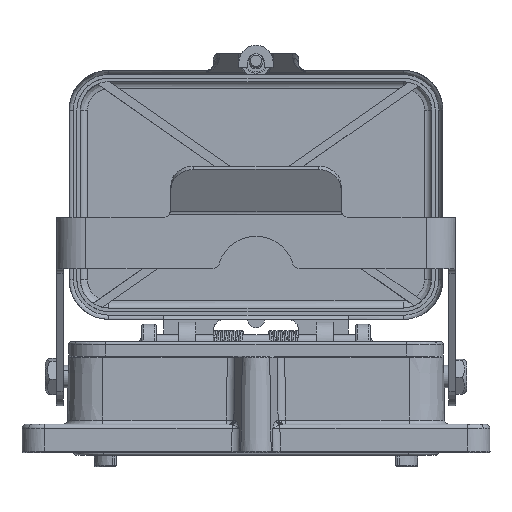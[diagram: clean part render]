
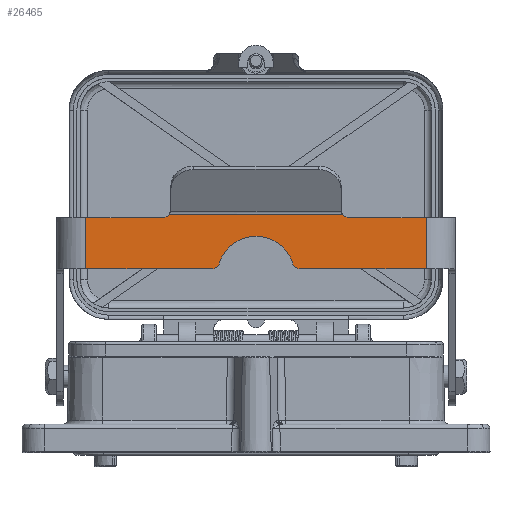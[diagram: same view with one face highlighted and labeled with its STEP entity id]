
A CAD part, front view. The second image highlights one B-rep face of the part: STEP entity #26465.
In plain terms, the highlighted planar face has unit normal (0, -1, 0).
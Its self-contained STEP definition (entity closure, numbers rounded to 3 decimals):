
#552 = AXIS2_PLACEMENT_3D ( 'NONE', #31795, #31796, #31797 ) ;
#554 = AXIS2_PLACEMENT_3D ( 'NONE', #31785, #31786, #31787 ) ;
#558 = VECTOR ( 'NONE', #31807, 1000. ) ;
#560 = VECTOR ( 'NONE', #31810, 1000. ) ;
#561 = VECTOR ( 'NONE', #31813, 1000. ) ;
#562 = AXIS2_PLACEMENT_3D ( 'NONE', #31801, #31817, #31818 ) ;
#563 = VECTOR ( 'NONE', #31816, 1000. ) ;
#564 = AXIS2_PLACEMENT_3D ( 'NONE', #31819, #31820, #31821 ) ;
#565 = AXIS2_PLACEMENT_3D ( 'NONE', #31822, #31823, #31824 ) ;
#566 = VECTOR ( 'NONE', #31828, 1000. ) ;
#568 = VECTOR ( 'NONE', #31831, 1000. ) ;
#569 = VECTOR ( 'NONE', #31834, 1000. ) ;
#6433 = ORIENTED_EDGE ( 'NONE', *, *, #49338, .T. ) ;
#6491 = ORIENTED_EDGE ( 'NONE', *, *, #49339, .F. ) ;
#6519 = ORIENTED_EDGE ( 'NONE', *, *, #49340, .T. ) ;
#6551 = ORIENTED_EDGE ( 'NONE', *, *, #49342, .F. ) ;
#6561 = ORIENTED_EDGE ( 'NONE', *, *, #49335, .F. ) ;
#6593 = ORIENTED_EDGE ( 'NONE', *, *, #49346, .F. ) ;
#6654 = ORIENTED_EDGE ( 'NONE', *, *, #49332, .F. ) ;
#6659 = ORIENTED_EDGE ( 'NONE', *, *, #49344, .F. ) ;
#6715 = ORIENTED_EDGE ( 'NONE', *, *, #49343, .F. ) ;
#6777 = ORIENTED_EDGE ( 'NONE', *, *, #49341, .F. ) ;
#6787 = ORIENTED_EDGE ( 'NONE', *, *, #49347, .F. ) ;
#6792 = ORIENTED_EDGE ( 'NONE', *, *, #49345, .F. ) ;
#17706 = FACE_OUTER_BOUND ( 'NONE', #41822, .T. ) ;
#17711 = AXIS2_PLACEMENT_3D ( 'NONE', #31511, #31512, #31513 ) ;
#26465 = ADVANCED_FACE ( 'NONE', ( #17706 ), #31510, .F. ) ;
#27633 = CARTESIAN_POINT ( 'NONE',  ( 15.724, -47.068, 64.79 ) ) ;
#27638 = CARTESIAN_POINT ( 'NONE',  ( -12.865, -47.068, 66.881 ) ) ;
#27642 = CARTESIAN_POINT ( 'NONE',  ( 60., -47.068, 82.79 ) ) ;
#27679 = CARTESIAN_POINT ( 'NONE',  ( -30.624, -47.068, 83.959 ) ) ;
#27687 = CARTESIAN_POINT ( 'NONE',  ( -15.724, -47.068, 64.79 ) ) ;
#29139 = CARTESIAN_POINT ( 'NONE',  ( -60., -47.068, 64.79 ) ) ;
#29147 = CARTESIAN_POINT ( 'NONE',  ( -60., -47.068, 82.79 ) ) ;
#29185 = CARTESIAN_POINT ( 'NONE',  ( 12.865, -47.068, 66.881 ) ) ;
#29212 = CARTESIAN_POINT ( 'NONE',  ( -33., -47.068, 82.79 ) ) ;
#29218 = CARTESIAN_POINT ( 'NONE',  ( 30.624, -47.068, 83.959 ) ) ;
#29256 = CARTESIAN_POINT ( 'NONE',  ( 60., -47.068, 64.79 ) ) ;
#29334 = CARTESIAN_POINT ( 'NONE',  ( 33., -47.068, 82.79 ) ) ;
#31510 = PLANE ( 'NONE',  #17711 ) ;
#31511 = CARTESIAN_POINT ( 'NONE',  ( 0., -47.068, 62.79 ) ) ;
#31512 = DIRECTION ( 'NONE',  ( 0., 1., 0. ) ) ;
#31513 = DIRECTION ( 'NONE',  ( 1., 0., 0. ) ) ;
#31785 = CARTESIAN_POINT ( 'NONE',  ( 33., -47.068, 85.79 ) ) ;
#31786 = DIRECTION ( 'NONE',  ( 0., -1., 0. ) ) ;
#31787 = DIRECTION ( 'NONE',  ( -1., 0., 0. ) ) ;
#31795 = CARTESIAN_POINT ( 'NONE',  ( -33., -47.068, 85.79 ) ) ;
#31796 = DIRECTION ( 'NONE',  ( 0., -1., 0. ) ) ;
#31797 = DIRECTION ( 'NONE',  ( 1., 0., 0. ) ) ;
#31801 = CARTESIAN_POINT ( 'NONE',  ( -15.724, -47.068, 67.79 ) ) ;
#31805 = LINE ( 'NONE', #31806, #558 ) ;
#31806 = CARTESIAN_POINT ( 'NONE',  ( 0., -47.068, 83.959 ) ) ;
#31807 = DIRECTION ( 'NONE',  ( -1., 0., 0. ) ) ;
#31808 = LINE ( 'NONE', #31809, #560 ) ;
#31809 = CARTESIAN_POINT ( 'NONE',  ( -72.028, -47.068, 82.79 ) ) ;
#31810 = DIRECTION ( 'NONE',  ( 1., 0., 0. ) ) ;
#31811 = LINE ( 'NONE', #31812, #561 ) ;
#31812 = CARTESIAN_POINT ( 'NONE',  ( -60., -47.068, 62.79 ) ) ;
#31813 = DIRECTION ( 'NONE',  ( 0., 0., -1. ) ) ;
#31814 = LINE ( 'NONE', #31815, #563 ) ;
#31815 = CARTESIAN_POINT ( 'NONE',  ( -15.724, -47.068, 64.79 ) ) ;
#31816 = DIRECTION ( 'NONE',  ( -1., 0., 0. ) ) ;
#31817 = DIRECTION ( 'NONE',  ( 0., 1., 0. ) ) ;
#31818 = DIRECTION ( 'NONE',  ( 1., 0., 0. ) ) ;
#31819 = CARTESIAN_POINT ( 'NONE',  ( 0., -47.068, 62.79 ) ) ;
#31820 = DIRECTION ( 'NONE',  ( 0., -1., 0. ) ) ;
#31821 = DIRECTION ( 'NONE',  ( 1., 0., 0. ) ) ;
#31822 = CARTESIAN_POINT ( 'NONE',  ( 15.724, -47.068, 67.79 ) ) ;
#31823 = DIRECTION ( 'NONE',  ( 0., 1., 0. ) ) ;
#31824 = DIRECTION ( 'NONE',  ( -1., 0., 0. ) ) ;
#31826 = LINE ( 'NONE', #31827, #566 ) ;
#31827 = CARTESIAN_POINT ( 'NONE',  ( 15.724, -47.068, 64.79 ) ) ;
#31828 = DIRECTION ( 'NONE',  ( -1., 0., 0. ) ) ;
#31829 = LINE ( 'NONE', #31830, #568 ) ;
#31830 = CARTESIAN_POINT ( 'NONE',  ( 60., -47.068, 62.79 ) ) ;
#31831 = DIRECTION ( 'NONE',  ( 0., 0., -1. ) ) ;
#31832 = LINE ( 'NONE', #31833, #569 ) ;
#31833 = CARTESIAN_POINT ( 'NONE',  ( 72.028, -47.068, 82.79 ) ) ;
#31834 = DIRECTION ( 'NONE',  ( 1., 0., 0. ) ) ;
#32697 = CIRCLE ( 'NONE', #554, 3. ) ;
#32698 = CIRCLE ( 'NONE', #552, 3. ) ;
#32700 = CIRCLE ( 'NONE', #562, 3. ) ;
#32701 = CIRCLE ( 'NONE', #564, 13.5 ) ;
#32702 = CIRCLE ( 'NONE', #565, 3. ) ;
#41822 = EDGE_LOOP ( 'NONE', ( #6654, #6433, #6561, #6491, #6519, #6777, #6551, #6715, #6659, #6792, #6593, #6787 ) ) ;
#42235 = VERTEX_POINT ( 'NONE', #27633 ) ;
#42240 = VERTEX_POINT ( 'NONE', #27638 ) ;
#42249 = VERTEX_POINT ( 'NONE', #27642 ) ;
#42291 = VERTEX_POINT ( 'NONE', #27679 ) ;
#42301 = VERTEX_POINT ( 'NONE', #27687 ) ;
#42519 = VERTEX_POINT ( 'NONE', #29139 ) ;
#42535 = VERTEX_POINT ( 'NONE', #29147 ) ;
#42590 = VERTEX_POINT ( 'NONE', #29185 ) ;
#42649 = VERTEX_POINT ( 'NONE', #29212 ) ;
#42659 = VERTEX_POINT ( 'NONE', #29218 ) ;
#42724 = VERTEX_POINT ( 'NONE', #29256 ) ;
#43903 = VERTEX_POINT ( 'NONE', #29334 ) ;
#49332 = EDGE_CURVE ( 'NONE', #42659, #43903, #32697, .T. ) ;
#49335 = EDGE_CURVE ( 'NONE', #42649, #42291, #32698, .T. ) ;
#49338 = EDGE_CURVE ( 'NONE', #42659, #42291, #31805, .T. ) ;
#49339 = EDGE_CURVE ( 'NONE', #42535, #42649, #31808, .T. ) ;
#49340 = EDGE_CURVE ( 'NONE', #42535, #42519, #31811, .T. ) ;
#49341 = EDGE_CURVE ( 'NONE', #42301, #42519, #31814, .T. ) ;
#49342 = EDGE_CURVE ( 'NONE', #42240, #42301, #32700, .T. ) ;
#49343 = EDGE_CURVE ( 'NONE', #42590, #42240, #32701, .T. ) ;
#49344 = EDGE_CURVE ( 'NONE', #42235, #42590, #32702, .T. ) ;
#49345 = EDGE_CURVE ( 'NONE', #42724, #42235, #31826, .T. ) ;
#49346 = EDGE_CURVE ( 'NONE', #42249, #42724, #31829, .T. ) ;
#49347 = EDGE_CURVE ( 'NONE', #43903, #42249, #31832, .T. ) ;
